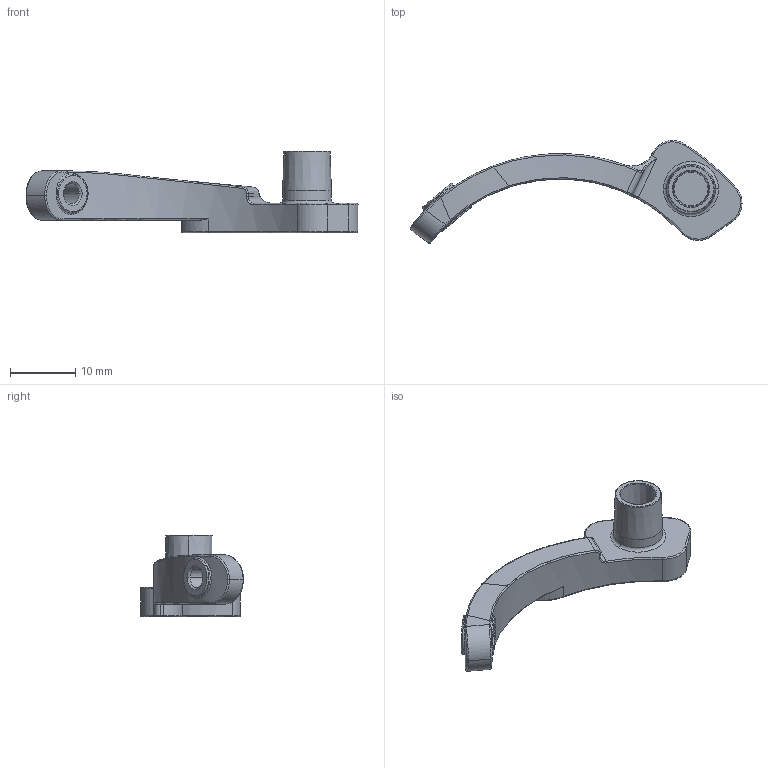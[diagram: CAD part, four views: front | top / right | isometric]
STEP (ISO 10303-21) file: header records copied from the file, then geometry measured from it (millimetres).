
FILE_DESCRIPTION (( 'STEP AP214' ), '1' );
FILE_NAME ('MS001-C.02.004JS.1.1 MS001-C砦坶偌瑩.step', '2021-08-27T12:17:14', ( '' ), ( '' ), 'SwSTEP 2.0', 'SolidWorks 2016', '' );
FILE_SCHEMA (( 'AUTOMOTIVE_DESIGN' ));
Length unit declared in the file: millimetre
Products named in the file (1): MS001-C.02.004JS.1.1 MS001-C砦坶偌瑩
Bounding box: 51.04 x 15.82 x 12.5 mm (x, y, z)
Volume: 1914.9 mm3; surface area: 1679.7 mm2
Topology: 1 solids, 1 shells, 107 faces, 242 edges, 140 vertices
Faces by surface type: bspline 32, torus 31, cylinder 24, plane 10, cone 8, sphere 2
Entity records: 4753 total; most frequent: CARTESIAN_POINT 2476, ORIENTED_EDGE 482, DIRECTION 472, EDGE_CURVE 241, AXIS2_PLACEMENT_3D 218, CIRCLE 142, VERTEX_POINT 140, EDGE_LOOP 113
